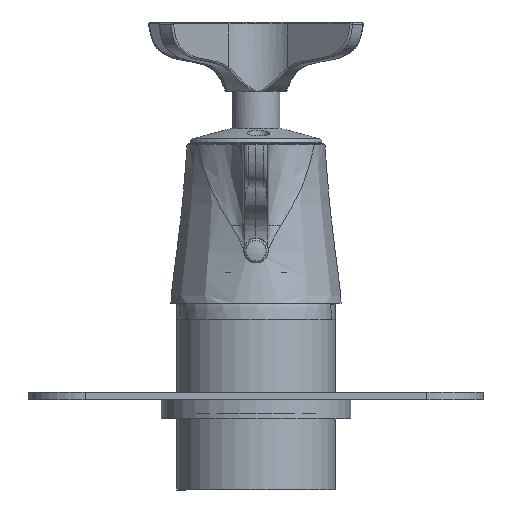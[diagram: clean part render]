
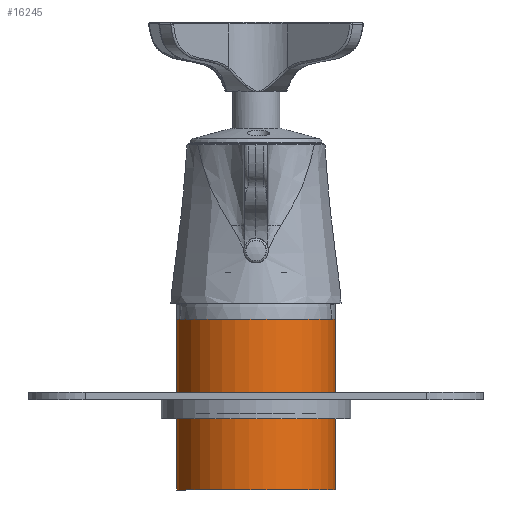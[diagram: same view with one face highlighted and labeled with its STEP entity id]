
A CAD part, front view. The second image highlights one B-rep face of the part: STEP entity #16245.
In plain terms, the highlighted cylindrical face has radius 21 mm (diameter 42 mm), a full revolution.
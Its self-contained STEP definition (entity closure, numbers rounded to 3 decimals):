
#2676 = EDGE_CURVE ( 'NONE', #47088, #47088, #3739, .T. ) ;
#3739 = CIRCLE ( 'NONE', #11120, 21. ) ;
#8077 = ORIENTED_EDGE ( 'NONE', *, *, #35347, .T. ) ;
#10555 = CARTESIAN_POINT ( 'NONE',  ( -14.875, 23.677, 0.5 ) ) ;
#11120 = AXIS2_PLACEMENT_3D ( 'NONE', #14396, #45941, #54907 ) ;
#11175 = CARTESIAN_POINT ( 'NONE',  ( -14.875, 23.677, 45.5 ) ) ;
#14396 = CARTESIAN_POINT ( 'NONE',  ( 0., 38.5, 45.5 ) ) ;
#16245 = ADVANCED_FACE ( 'NONE', ( #21295, #25642 ), #16645, .T. ) ;
#16645 = CYLINDRICAL_SURFACE ( 'NONE', #45799, 21. ) ;
#21295 = FACE_OUTER_BOUND ( 'NONE', #29837, .T. ) ;
#25642 = FACE_OUTER_BOUND ( 'NONE', #46307, .T. ) ;
#26218 = CARTESIAN_POINT ( 'NONE',  ( 0., 38.5, 45.5 ) ) ;
#29837 = EDGE_LOOP ( 'NONE', ( #30870 ) ) ;
#30870 = ORIENTED_EDGE ( 'NONE', *, *, #2676, .F. ) ;
#32565 = VERTEX_POINT ( 'NONE', #10555 ) ;
#35053 = CARTESIAN_POINT ( 'NONE',  ( 0., 38.5, 0.5 ) ) ;
#35347 = EDGE_CURVE ( 'NONE', #32565, #32565, #37742, .T. ) ;
#35908 = DIRECTION ( 'NONE',  ( -0.708, -0.706, 0. ) ) ;
#37742 = CIRCLE ( 'NONE', #51618, 21. ) ;
#39532 = DIRECTION ( 'NONE',  ( 0.708, 0.706, 0. ) ) ;
#45799 = AXIS2_PLACEMENT_3D ( 'NONE', #26218, #47939, #39532 ) ;
#45941 = DIRECTION ( 'NONE',  ( 0., 0., 1. ) ) ;
#46307 = EDGE_LOOP ( 'NONE', ( #8077 ) ) ;
#47088 = VERTEX_POINT ( 'NONE', #11175 ) ;
#47939 = DIRECTION ( 'NONE',  ( 0., 0., -1. ) ) ;
#49219 = DIRECTION ( 'NONE',  ( 0., 0., 1. ) ) ;
#51618 = AXIS2_PLACEMENT_3D ( 'NONE', #35053, #49219, #35908 ) ;
#54907 = DIRECTION ( 'NONE',  ( -0.708, -0.706, 0. ) ) ;
